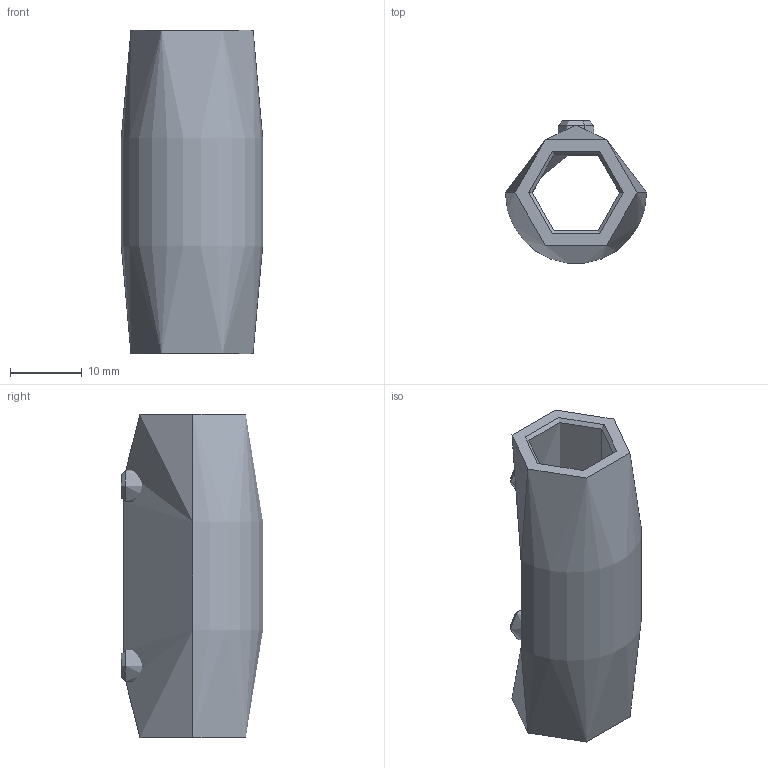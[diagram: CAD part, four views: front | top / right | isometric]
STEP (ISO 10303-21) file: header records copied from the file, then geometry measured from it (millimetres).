
FILE_DESCRIPTION (( 'STEP AP203' ), '1' );
FILE_NAME ('50491-240.step', '2020-09-24T11:26:22', ( '' ), ( '' ), 'SwSTEP 2.0', 'SolidWorks 2018', '' );
FILE_SCHEMA (( 'CONFIG_CONTROL_DESIGN' ));
Length unit declared in the file: millimetre
Products named in the file (7): 50491-240; DIN913; 5049X-240 Teil1; 5049X-240 Teil1_50491-240 Teil1; DIN913_DIN 913 M5x4
Assembly tree (6 placements, depth 2):
  50491-240
    DIN913
    5049X-240 Teil1
    DIN913
  50491-240
    5049X-240 Teil1_50491-240 Teil1
    DIN913_DIN 913 M5x4  x2
Bounding box: 19.67 x 19.76 x 45 mm (x, y, z)
Volume: 7528.1 mm3; surface area: 4890.3 mm2
Topology: 3 solids, 3 shells, 287 faces, 765 edges, 496 vertices
Faces by surface type: plane 129, bspline 98, cylinder 42, cone 16, torus 2
Entity records: 16700 total; most frequent: CARTESIAN_POINT 10028, ORIENTED_EDGE 1418, DIRECTION 941, EDGE_CURVE 709, VERTEX_POINT 459, LINE 347, VECTOR 347, AXIS2_PLACEMENT_3D 297
